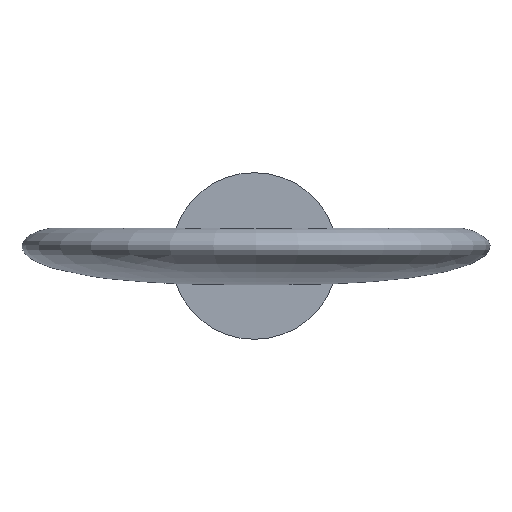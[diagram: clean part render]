
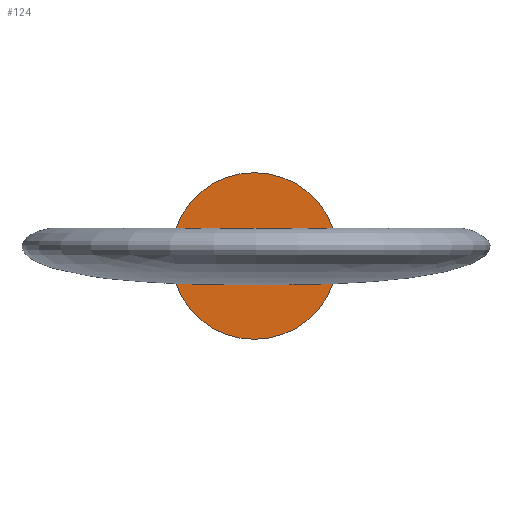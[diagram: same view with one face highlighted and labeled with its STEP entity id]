
A CAD part, front view. The second image highlights one B-rep face of the part: STEP entity #124.
In plain terms, the highlighted planar face has unit normal (0, -1, 0).
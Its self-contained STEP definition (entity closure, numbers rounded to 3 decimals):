
#31=FACE_BOUND('',#50,.T.);
#35=B_SPLINE_CURVE_WITH_KNOTS('',3,(#262,#263,#264,#265,#266,#267,#268,
#269,#270,#271,#272,#273,#274,#275,#276,#277,#278,#279,#280,#281,#282,#283,
#284,#285,#286,#287,#288,#289,#290,#291,#292,#293,#294,#295,#296,#297,#298,
#299,#300,#301,#302,#303,#304,#305,#306,#307,#308,#309,#310,#311,#312,#313,
#314,#315,#316,#317,#318,#319,#320,#321,#322,#323),.UNSPECIFIED.,.T.,.F.,
(4,2,2,2,2,2,2,2,2,2,2,2,2,2,2,2,2,2,2,2,2,2,2,2,2,2,2,2,2,2,4),(-3.381,
-3.304,-3.163,-3.054,-2.943,
-2.799,-2.557,-2.417,-2.378,
-2.361,-2.351,-2.341,-2.329,
-2.309,-2.258,-2.093,-1.839,
-1.666,-1.524,-1.375,-1.183,
-0.826,-0.653,-0.601,-0.575,
-0.558,-0.54,-0.518,-0.478,
-0.328,0.),.UNSPECIFIED.);
#39=FACE_OUTER_BOUND('',#49,.T.);
#49=EDGE_LOOP('',(#94));
#50=EDGE_LOOP('',(#95));
#61=CIRCLE('',#150,12.5);
#69=VERTEX_POINT('',#259);
#70=VERTEX_POINT('',#261);
#80=EDGE_CURVE('',#69,#69,#61,.T.);
#81=EDGE_CURVE('',#70,#70,#35,.T.);
#94=ORIENTED_EDGE('',*,*,#80,.T.);
#95=ORIENTED_EDGE('',*,*,#81,.F.);
#121=PLANE('',#149);
#124=ADVANCED_FACE('',(#39,#31),#121,.F.);
#149=AXIS2_PLACEMENT_3D('',#258,#168,#169);
#150=AXIS2_PLACEMENT_3D('',#260,#170,#171);
#168=DIRECTION('center_axis',(0.,1.,0.));
#169=DIRECTION('ref_axis',(1.,0.,0.));
#170=DIRECTION('center_axis',(0.,-1.,0.));
#171=DIRECTION('ref_axis',(1.,0.,0.));
#258=CARTESIAN_POINT('Origin',(-0.235,34.34,-1.958));
#259=CARTESIAN_POINT('',(-12.735,34.34,-1.958));
#260=CARTESIAN_POINT('Origin',(-0.235,34.34,-1.958));
#261=CARTESIAN_POINT('',(3.236,34.34,0.714));
#262=CARTESIAN_POINT('Ctrl Pts',(3.236,34.34,0.714));
#263=CARTESIAN_POINT('Ctrl Pts',(2.981,34.34,0.737));
#264=CARTESIAN_POINT('Ctrl Pts',(2.724,34.34,0.756));
#265=CARTESIAN_POINT('Ctrl Pts',(1.998,34.34,0.802));
#266=CARTESIAN_POINT('Ctrl Pts',(1.522,34.34,0.822));
#267=CARTESIAN_POINT('Ctrl Pts',(0.686,34.34,0.844));
#268=CARTESIAN_POINT('Ctrl Pts',(0.319,34.34,0.848));
#269=CARTESIAN_POINT('Ctrl Pts',(-0.415,34.34,0.847));
#270=CARTESIAN_POINT('Ctrl Pts',(-0.786,34.34,0.842));
#271=CARTESIAN_POINT('Ctrl Pts',(-1.635,34.34,0.818));
#272=CARTESIAN_POINT('Ctrl Pts',(-2.12,34.34,0.796));
#273=CARTESIAN_POINT('Ctrl Pts',(-3.402,34.34,0.709));
#274=CARTESIAN_POINT('Ctrl Pts',(-4.272,34.34,0.621));
#275=CARTESIAN_POINT('Ctrl Pts',(-5.515,34.34,0.4));
#276=CARTESIAN_POINT('Ctrl Pts',(-6.191,34.34,0.258));
#277=CARTESIAN_POINT('Ctrl Pts',(-6.81,34.34,-0.018));
#278=CARTESIAN_POINT('Ctrl Pts',(-6.956,34.34,-0.095));
#279=CARTESIAN_POINT('Ctrl Pts',(-7.118,34.34,-0.23));
#280=CARTESIAN_POINT('Ctrl Pts',(-7.166,34.34,-0.279));
#281=CARTESIAN_POINT('Ctrl Pts',(-7.223,34.34,-0.368));
#282=CARTESIAN_POINT('Ctrl Pts',(-7.241,34.34,-0.405));
#283=CARTESIAN_POINT('Ctrl Pts',(-7.258,34.34,-0.481));
#284=CARTESIAN_POINT('Ctrl Pts',(-7.259,34.34,-0.518));
#285=CARTESIAN_POINT('Ctrl Pts',(-7.245,34.34,-0.6));
#286=CARTESIAN_POINT('Ctrl Pts',(-7.227,34.34,-0.642));
#287=CARTESIAN_POINT('Ctrl Pts',(-7.162,34.34,-0.745));
#288=CARTESIAN_POINT('Ctrl Pts',(-7.103,34.34,-0.802));
#289=CARTESIAN_POINT('Ctrl Pts',(-6.892,34.34,-0.969));
#290=CARTESIAN_POINT('Ctrl Pts',(-6.687,34.34,-1.066));
#291=CARTESIAN_POINT('Ctrl Pts',(-5.927,34.34,-1.369));
#292=CARTESIAN_POINT('Ctrl Pts',(-5.162,34.34,-1.515));
#293=CARTESIAN_POINT('Ctrl Pts',(-3.982,34.34,-1.711));
#294=CARTESIAN_POINT('Ctrl Pts',(-3.219,34.34,-1.791));
#295=CARTESIAN_POINT('Ctrl Pts',(-1.999,34.34,-1.877));
#296=CARTESIAN_POINT('Ctrl Pts',(-1.501,34.34,-1.9));
#297=CARTESIAN_POINT('Ctrl Pts',(-0.598,34.34,-1.925));
#298=CARTESIAN_POINT('Ctrl Pts',(-0.188,34.34,-1.929));
#299=CARTESIAN_POINT('Ctrl Pts',(0.647,34.34,-1.924));
#300=CARTESIAN_POINT('Ctrl Pts',(1.076,34.34,-1.914));
#301=CARTESIAN_POINT('Ctrl Pts',(2.053,34.34,-1.874));
#302=CARTESIAN_POINT('Ctrl Pts',(2.612,34.34,-1.839));
#303=CARTESIAN_POINT('Ctrl Pts',(4.177,34.34,-1.692));
#304=CARTESIAN_POINT('Ctrl Pts',(5.037,34.34,-1.555));
#305=CARTESIAN_POINT('Ctrl Pts',(6.037,34.34,-1.305));
#306=CARTESIAN_POINT('Ctrl Pts',(6.491,34.34,-1.173));
#307=CARTESIAN_POINT('Ctrl Pts',(6.927,34.34,-0.935));
#308=CARTESIAN_POINT('Ctrl Pts',(7.036,34.34,-0.865));
#309=CARTESIAN_POINT('Ctrl Pts',(7.159,34.34,-0.743));
#310=CARTESIAN_POINT('Ctrl Pts',(7.196,34.34,-0.698));
#311=CARTESIAN_POINT('Ctrl Pts',(7.239,34.34,-0.613));
#312=CARTESIAN_POINT('Ctrl Pts',(7.251,34.34,-0.576));
#313=CARTESIAN_POINT('Ctrl Pts',(7.259,34.34,-0.5));
#314=CARTESIAN_POINT('Ctrl Pts',(7.256,34.34,-0.463));
#315=CARTESIAN_POINT('Ctrl Pts',(7.231,34.34,-0.378));
#316=CARTESIAN_POINT('Ctrl Pts',(7.205,34.34,-0.334));
#317=CARTESIAN_POINT('Ctrl Pts',(7.12,34.34,-0.226));
#318=CARTESIAN_POINT('Ctrl Pts',(7.047,34.34,-0.167));
#319=CARTESIAN_POINT('Ctrl Pts',(6.7,34.34,0.065));
#320=CARTESIAN_POINT('Ctrl Pts',(6.281,34.34,0.199));
#321=CARTESIAN_POINT('Ctrl Pts',(5.263,34.34,0.473));
#322=CARTESIAN_POINT('Ctrl Pts',(4.326,34.34,0.618));
#323=CARTESIAN_POINT('Ctrl Pts',(3.236,34.34,0.714));
